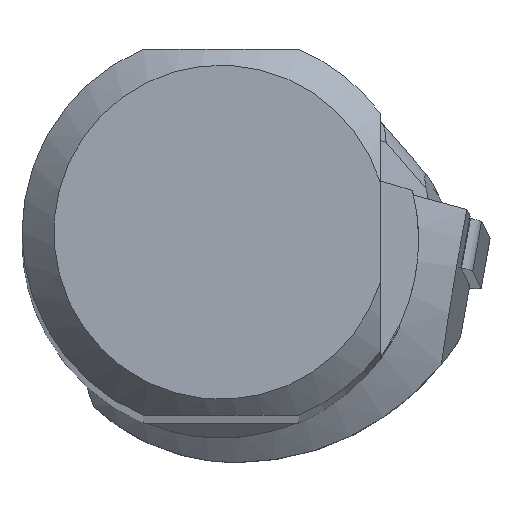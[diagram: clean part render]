
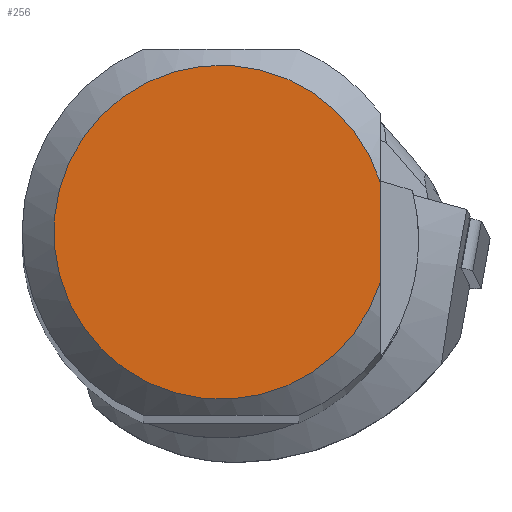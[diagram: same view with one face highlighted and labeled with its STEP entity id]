
A CAD part, top view. The second image highlights one B-rep face of the part: STEP entity #256.
In plain terms, the highlighted planar face has unit normal (0, 0, 1).
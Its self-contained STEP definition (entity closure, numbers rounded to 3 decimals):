
#181=FACE_OUTER_BOUND('',#639,.T.);
#256=ADVANCED_FACE('CU_SU_BP3',(#181),#315,.T.);
#315=PLANE('',#1635);
#410=LINE('',#2469,#534);
#534=VECTOR('',#1924,1.);
#639=EDGE_LOOP('',(#866,#867));
#866=ORIENTED_EDGE('',*,*,#1354,.T.);
#867=ORIENTED_EDGE('',*,*,#1355,.F.);
#1188=VERTEX_POINT('',#2470);
#1189=VERTEX_POINT('',#2471);
#1354=EDGE_CURVE('',#1188,#1189,#410,.T.);
#1355=EDGE_CURVE('',#1188,#1189,#1466,.T.);
#1466=CIRCLE('',#1634,10.491);
#1634=AXIS2_PLACEMENT_3D('',#2472,#1925,#1926);
#1635=AXIS2_PLACEMENT_3D('',#2473,#1927,#1928);
#1924=DIRECTION('',(0.,1.,0.));
#1925=DIRECTION('',(0.,0.,-1.));
#1926=DIRECTION('',(-1.,0.,0.));
#1927=DIRECTION('',(0.,0.,1.));
#1928=DIRECTION('',(-1.,0.,0.));
#2469=CARTESIAN_POINT('',(10.009,0.,0.));
#2470=CARTESIAN_POINT('',(10.009,-3.145,0.));
#2471=CARTESIAN_POINT('',(10.009,3.145,0.));
#2472=CARTESIAN_POINT('',(0.,0.,0.));
#2473=CARTESIAN_POINT('',(0.,0.,
0.));
